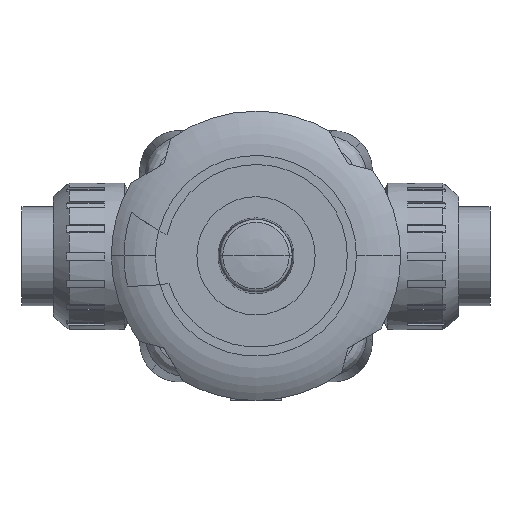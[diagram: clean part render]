
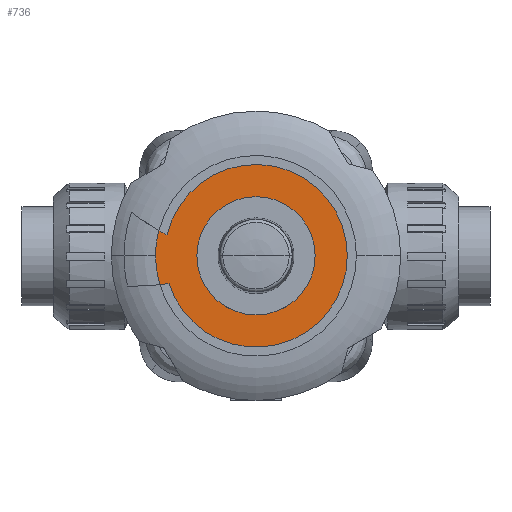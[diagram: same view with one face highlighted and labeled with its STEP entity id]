
A CAD part, top view. The second image highlights one B-rep face of the part: STEP entity #736.
In plain terms, the highlighted planar face has unit normal (0, 0, 1).
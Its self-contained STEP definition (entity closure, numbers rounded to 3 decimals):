
#736=ADVANCED_FACE('',(#1651,#1652),#1653,.T.);
#1651=FACE_OUTER_BOUND('',#3946,.T.);
#1652=FACE_BOUND('',#3947,.T.);
#1653=PLANE('',#3948);
#3946=EDGE_LOOP('',(#5860,#5861,#5862,#5863,#5864,#5865));
#3947=EDGE_LOOP('',(#5866,#5867));
#3948=AXIS2_PLACEMENT_3D('',#5868,#5869,#5870);
#5860=ORIENTED_EDGE('',*,*,#8293,.F.);
#5861=ORIENTED_EDGE('',*,*,#8358,.T.);
#5862=ORIENTED_EDGE('',*,*,#8327,.F.);
#5863=ORIENTED_EDGE('',*,*,#8369,.F.);
#5864=ORIENTED_EDGE('',*,*,#8366,.T.);
#5865=ORIENTED_EDGE('',*,*,#8384,.F.);
#5866=ORIENTED_EDGE('',*,*,#8354,.T.);
#5867=ORIENTED_EDGE('',*,*,#8332,.T.);
#5868=CARTESIAN_POINT('',(0.,0.,88.95));
#5869=DIRECTION('',(0.,0.,1.0));
#5870=DIRECTION('',(1.0,0.,0.));
#8293=EDGE_CURVE('',#9808,#9804,#9810,.T.);
#8327=EDGE_CURVE('',#9868,#9871,#9872,.T.);
#8332=EDGE_CURVE('',#9880,#9877,#9881,.T.);
#8354=EDGE_CURVE('',#9877,#9880,#9911,.T.);
#8358=EDGE_CURVE('',#9808,#9871,#9915,.T.);
#8366=EDGE_CURVE('',#9918,#9927,#9929,.T.);
#8369=EDGE_CURVE('',#9918,#9868,#9932,.T.);
#8384=EDGE_CURVE('',#9804,#9927,#9952,.T.);
#9804=VERTEX_POINT('',#12210);
#9808=VERTEX_POINT('',#12215);
#9810=CIRCLE('',#12218,25.25);
#9868=VERTEX_POINT('',#12325);
#9871=VERTEX_POINT('',#12328);
#9872=CIRCLE('',#12329,27.75);
#9877=VERTEX_POINT('',#12339);
#9880=VERTEX_POINT('',#12343);
#9881=CIRCLE('',#12344,16.35);
#9911=CIRCLE('',#12377,16.35);
#9915=CIRCLE('',#12382,55.);
#9918=VERTEX_POINT('',#12385);
#9927=VERTEX_POINT('',#12405);
#9929=CIRCLE('',#12408,73.355);
#9932=CIRCLE('',#12411,27.75);
#9952=CIRCLE('',#12456,25.25);
#12210=CARTESIAN_POINT('',(25.25,0.,88.95));
#12215=CARTESIAN_POINT('',(-24.576,5.796,88.95));
#12218=AXIS2_PLACEMENT_3D('',#14984,#14985,#14986);
#12325=CARTESIAN_POINT('',(-27.75,0.,88.95));
#12328=CARTESIAN_POINT('',(-26.852,7.001,88.95));
#12329=AXIS2_PLACEMENT_3D('',#15046,#15047,#15048);
#12339=CARTESIAN_POINT('',(0.,-16.35,88.95));
#12343=CARTESIAN_POINT('',(0.,16.35,88.95));
#12344=AXIS2_PLACEMENT_3D('',#15053,#15054,#15055);
#12377=AXIS2_PLACEMENT_3D('',#15095,#15096,#15097);
#12382=AXIS2_PLACEMENT_3D('',#15099,#15100,#15101);
#12385=CARTESIAN_POINT('',(-26.578,-7.979,88.95));
#12405=CARTESIAN_POINT('',(-24.054,-7.678,88.95));
#12408=AXIS2_PLACEMENT_3D('',#15110,#15111,#15112);
#12411=AXIS2_PLACEMENT_3D('',#15116,#15117,#15118);
#12456=AXIS2_PLACEMENT_3D('',#15135,#15136,#15137);
#14984=CARTESIAN_POINT('',(0.,0.,88.95));
#14985=DIRECTION('',(0.,0.,-1.0));
#14986=DIRECTION('',(-1.0,0.,0.));
#15046=CARTESIAN_POINT('',(0.,0.,88.95));
#15047=DIRECTION('',(0.,0.,-1.0));
#15048=DIRECTION('',(1.0,0.,0.));
#15053=CARTESIAN_POINT('',(0.,0.,88.95));
#15054=DIRECTION('',(0.,0.,-1.0));
#15055=DIRECTION('',(0.,-1.0,0.));
#15095=CARTESIAN_POINT('',(0.,0.,88.95));
#15096=DIRECTION('',(0.,0.,-1.0));
#15097=DIRECTION('',(0.,-1.0,0.));
#15099=CARTESIAN_POINT('',(0.,55.,88.95));
#15100=DIRECTION('',(0.0,0.,-1.0));
#15101=DIRECTION('',(0.511,0.859,0.));
#15110=CARTESIAN_POINT('',(-34.,65.,88.95));
#15111=DIRECTION('',(0.0,0.,1.0));
#15112=DIRECTION('',(0.082,-0.997,0.));
#15116=CARTESIAN_POINT('',(0.,0.,88.95));
#15117=DIRECTION('',(0.,0.,-1.0));
#15118=DIRECTION('',(1.0,0.,0.));
#15135=CARTESIAN_POINT('',(0.,0.,88.95));
#15136=DIRECTION('',(0.,0.,-1.0));
#15137=DIRECTION('',(-1.0,0.,0.));
